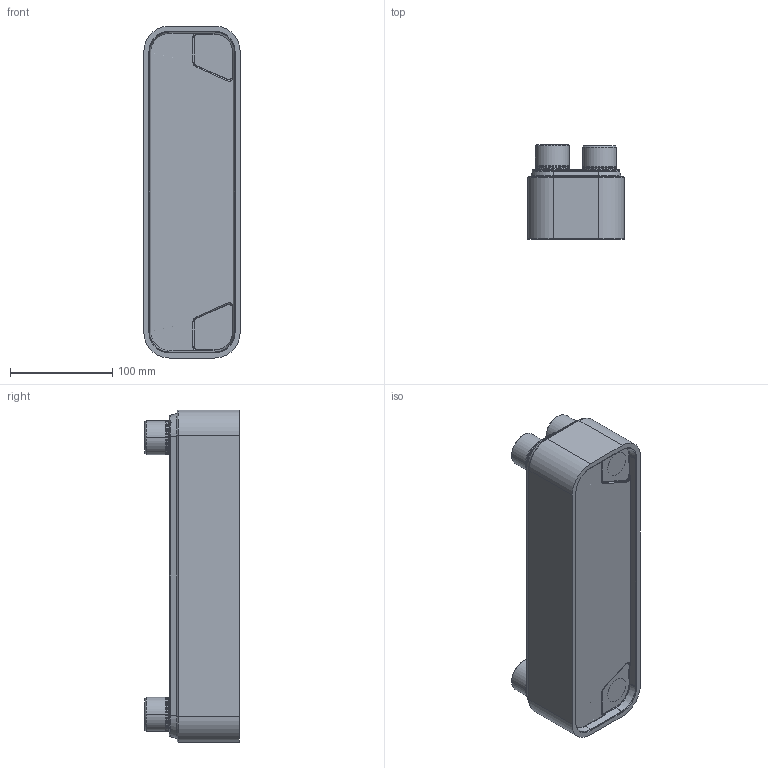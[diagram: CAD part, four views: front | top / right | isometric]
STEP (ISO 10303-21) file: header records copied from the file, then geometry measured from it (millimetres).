
FILE_DESCRIPTION((''),'2;1');
FILE_NAME('CB20_40H_3287000016_ASM','2016-05-03T',('CNSHIPU'),(''),'PRO/ENGINEER BY PARAMETRIC TECHNOLOGY CORPORATION, 2014200','PRO/ENGINEER BY PARAMETRIC TECHNOLOGY CORPORATION, 2014200','');
FILE_SCHEMA(('CONFIG_CONTROL_DESIGN'));
Length unit declared in the file: millimetre
Products named in the file (5): CB20_40H_CH_BLOCK; CB20_FP_S1S2S3S4_25; CB20_PP; B21_ISO_228-1; CB20_40H_3287000016_ASM
Assembly tree (7 placements, depth 2):
  CB20_40H_3287000016_ASM
    CB20_40H_CH_BLOCK
    CB20_FP_S1S2S3S4_25
    CB20_PP
    B21_ISO_228-1  x4
Bounding box: 94 x 92 x 324 mm (x, y, z)
Volume: 1699315.1 mm3; surface area: 281051 mm2
Topology: 7 solids, 11 shells, 462 faces, 1063 edges, 637 vertices
Faces by surface type: cylinder 158, plane 108, torus 90, cone 84, bspline 18, sphere 4
Entity records: 13093 total; most frequent: CARTESIAN_POINT 4242, DIRECTION 1984, ORIENTED_EDGE 1750, EDGE_CURVE 877, AXIS2_PLACEMENT_3D 801, VERTEX_POINT 523, CIRCLE 433, EDGE_LOOP 400
